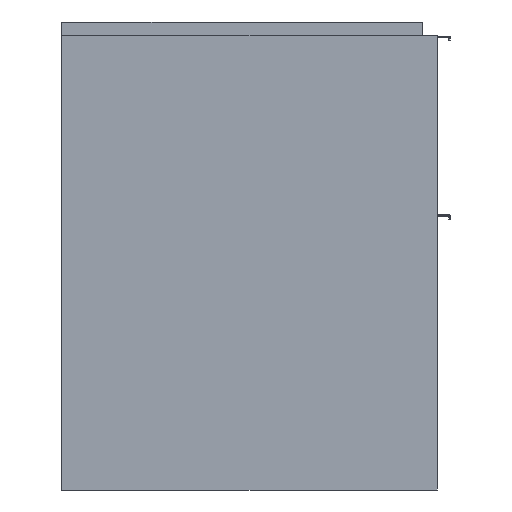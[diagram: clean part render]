
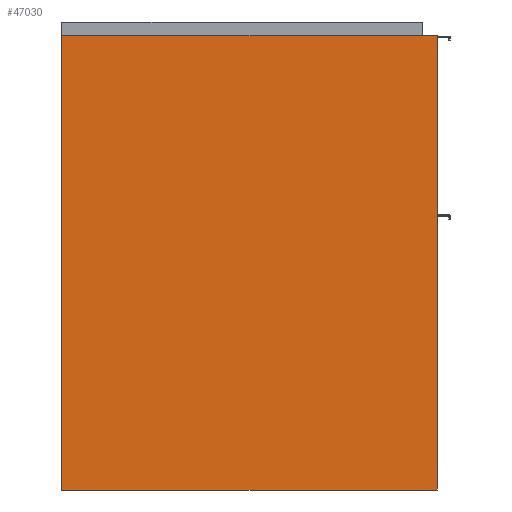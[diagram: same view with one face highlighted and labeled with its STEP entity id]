
A CAD part, left-side view. The second image highlights one B-rep face of the part: STEP entity #47030.
In plain terms, the highlighted planar face has unit normal (-1, 0, 0).
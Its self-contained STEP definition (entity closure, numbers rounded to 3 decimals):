
#4150=FACE_OUTER_BOUND('',#6845,.T.);
#6845=EDGE_LOOP('',(#35545,#35546,#35547,#35548));
#10612=LINE('',#71583,#15872);
#10616=LINE('',#71591,#15876);
#10619=LINE('',#71597,#15879);
#10622=LINE('',#71602,#15882);
#15872=VECTOR('',#57694,462.);
#15876=VECTOR('',#57700,559.);
#15879=VECTOR('',#57705,462.);
#15882=VECTOR('',#57710,559.);
#20809=VERTEX_POINT('',#71581);
#20810=VERTEX_POINT('',#71582);
#20813=VERTEX_POINT('',#71590);
#20815=VERTEX_POINT('',#71596);
#26191=EDGE_CURVE('',#20809,#20810,#10612,.T.);
#26195=EDGE_CURVE('',#20813,#20809,#10616,.T.);
#26198=EDGE_CURVE('',#20815,#20813,#10619,.T.);
#26201=EDGE_CURVE('',#20810,#20815,#10622,.T.);
#35545=ORIENTED_EDGE('',*,*,#26201,.F.);
#35546=ORIENTED_EDGE('',*,*,#26191,.F.);
#35547=ORIENTED_EDGE('',*,*,#26195,.F.);
#35548=ORIENTED_EDGE('',*,*,#26198,.F.);
#45031=PLANE('',#50141);
#47030=ADVANCED_FACE('',(#4150),#45031,.F.);
#50141=AXIS2_PLACEMENT_3D('',#71605,#57714,#57715);
#57694=DIRECTION('',(0.,1.,0.));
#57700=DIRECTION('',(0.,0.,-1.));
#57705=DIRECTION('',(0.,-1.,0.));
#57710=DIRECTION('',(0.,0.,1.));
#57714=DIRECTION('center_axis',(1.,0.,0.));
#57715=DIRECTION('ref_axis',(0.,0.,-1.));
#71581=CARTESIAN_POINT('',(0.,0.,0.));
#71582=CARTESIAN_POINT('',(0.,462.,0.));
#71583=CARTESIAN_POINT('',(0.,0.,0.));
#71590=CARTESIAN_POINT('',(0.,0.,559.));
#71591=CARTESIAN_POINT('',(0.,0.,559.));
#71596=CARTESIAN_POINT('',(0.,462.,559.));
#71597=CARTESIAN_POINT('',(0.,462.,559.));
#71602=CARTESIAN_POINT('',(0.,462.,0.));
#71605=CARTESIAN_POINT('Origin',(0.,231.,279.5));
